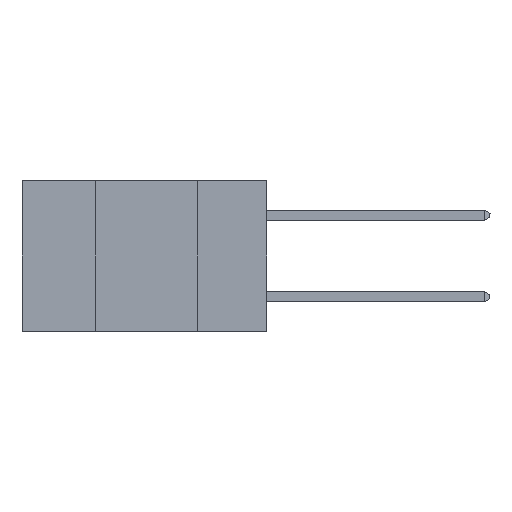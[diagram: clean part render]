
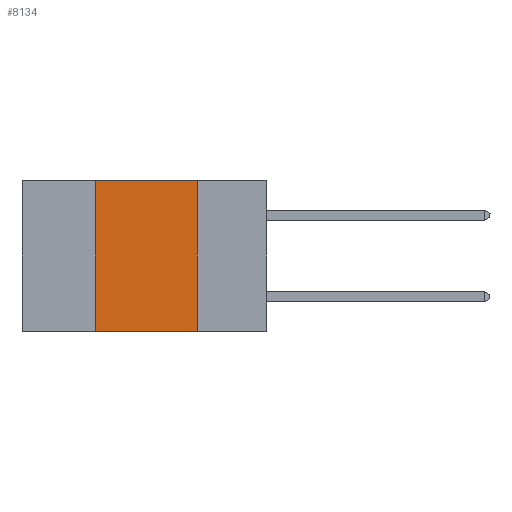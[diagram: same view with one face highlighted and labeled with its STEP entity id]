
A CAD part, left-side view. The second image highlights one B-rep face of the part: STEP entity #8134.
In plain terms, the highlighted planar face has unit normal (-1, 0, 0).
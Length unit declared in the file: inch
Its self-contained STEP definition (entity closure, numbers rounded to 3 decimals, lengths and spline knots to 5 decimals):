
#1735 = VECTOR ( 'NONE', #2599, 39.37008 ) ;
#2256 = DIRECTION ( 'NONE',  ( 0., 0., -1. ) ) ;
#2599 = DIRECTION ( 'NONE',  ( 0., 0., -1. ) ) ;
#3177 = DIRECTION ( 'NONE',  ( 0., -1., 0. ) ) ;
#3644 = DIRECTION ( 'NONE',  ( 0., 0., 1. ) ) ;
#4338 = LINE ( 'NONE', #11509, #1735 ) ;
#5746 = CARTESIAN_POINT ( 'NONE',  ( 0., 0.6, 0. ) ) ;
#5774 = LINE ( 'NONE', #5890, #11956 ) ;
#5890 = CARTESIAN_POINT ( 'NONE',  ( 0., 0.6, 0. ) ) ;
#6596 = EDGE_CURVE ( 'NONE', #9482, #9363, #21458, .T. ) ;
#6885 = EDGE_LOOP ( 'NONE', ( #20095, #10969, #14246, #9114 ) ) ;
#8134 = ADVANCED_FACE ( 'NONE', ( #13028 ), #14666, .F. ) ;
#8191 = EDGE_CURVE ( 'NONE', #22938, #12971, #4338, .T. ) ;
#9114 = ORIENTED_EDGE ( 'NONE', *, *, #20963, .T. ) ;
#9363 = VERTEX_POINT ( 'NONE', #13489 ) ;
#9482 = VERTEX_POINT ( 'NONE', #19465 ) ;
#10030 = CARTESIAN_POINT ( 'NONE',  ( 0., 0.17, 0. ) ) ;
#10969 = ORIENTED_EDGE ( 'NONE', *, *, #13244, .F. ) ;
#11509 = CARTESIAN_POINT ( 'NONE',  ( 0., 0.17, 0. ) ) ;
#11956 = VECTOR ( 'NONE', #18680, 39.37008 ) ;
#12089 = LINE ( 'NONE', #19251, #22942 ) ;
#12130 = CARTESIAN_POINT ( 'NONE',  ( 0., 0.17, -0.37 ) ) ;
#12971 = VERTEX_POINT ( 'NONE', #12130 ) ;
#13028 = FACE_OUTER_BOUND ( 'NONE', #6885, .T. ) ;
#13244 = EDGE_CURVE ( 'NONE', #9363, #22938, #5774, .T. ) ;
#13489 = CARTESIAN_POINT ( 'NONE',  ( 0., 0.42, 0. ) ) ;
#14246 = ORIENTED_EDGE ( 'NONE', *, *, #6596, .F. ) ;
#14666 = PLANE ( 'NONE',  #15582 ) ;
#15582 = AXIS2_PLACEMENT_3D ( 'NONE', #5746, #21812, #2256 ) ;
#18680 = DIRECTION ( 'NONE',  ( 0., -1., 0. ) ) ;
#19251 = CARTESIAN_POINT ( 'NONE',  ( 0., 0.6, -0.37 ) ) ;
#19465 = CARTESIAN_POINT ( 'NONE',  ( 0., 0.42, -0.37 ) ) ;
#20095 = ORIENTED_EDGE ( 'NONE', *, *, #8191, .F. ) ;
#20963 = EDGE_CURVE ( 'NONE', #9482, #12971, #12089, .T. ) ;
#21240 = CARTESIAN_POINT ( 'NONE',  ( 0., 0.42, 0. ) ) ;
#21458 = LINE ( 'NONE', #21240, #21887 ) ;
#21812 = DIRECTION ( 'NONE',  ( 1., 0., 0. ) ) ;
#21887 = VECTOR ( 'NONE', #3644, 39.37008 ) ;
#22938 = VERTEX_POINT ( 'NONE', #10030 ) ;
#22942 = VECTOR ( 'NONE', #3177, 39.37008 ) ;
